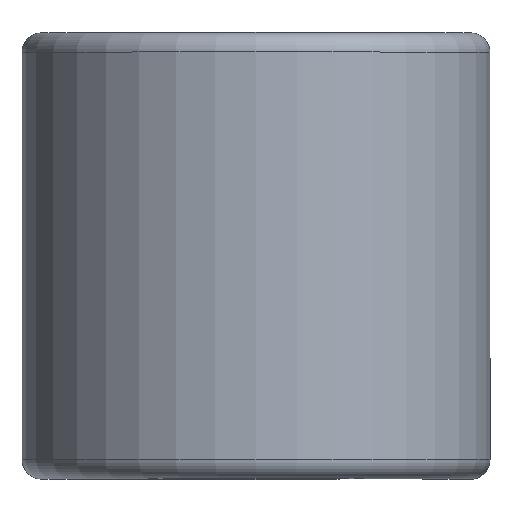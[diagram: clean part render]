
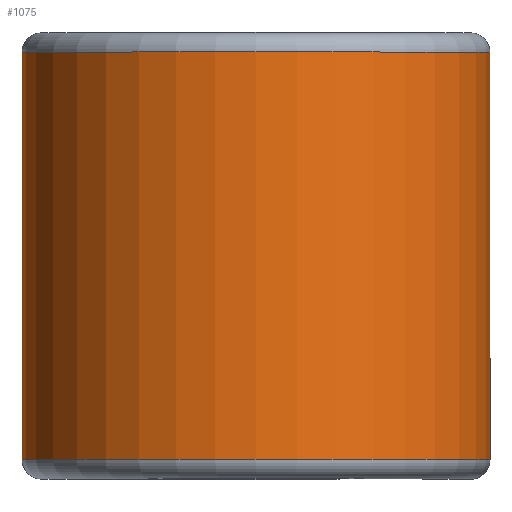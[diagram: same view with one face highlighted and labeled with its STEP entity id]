
A CAD part, top view. The second image highlights one B-rep face of the part: STEP entity #1075.
In plain terms, the highlighted cylindrical face has radius 9.157 mm (diameter 18.313 mm), a partial arc.
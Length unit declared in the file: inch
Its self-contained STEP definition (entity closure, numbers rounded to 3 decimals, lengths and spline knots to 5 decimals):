
#67 = VERTEX_POINT ( 'NONE', #1220 ) ;
#124 = CIRCLE ( 'NONE', #344, 0.3605 ) ;
#161 = FACE_OUTER_BOUND ( 'NONE', #2148, .T. ) ;
#177 = ORIENTED_EDGE ( 'NONE', *, *, #242, .F. ) ;
#229 = DIRECTION ( 'NONE',  ( 0., 1., 0. ) ) ;
#242 = EDGE_CURVE ( 'NONE', #67, #1850, #1687, .T. ) ;
#265 = CIRCLE ( 'NONE', #959, 0.3605 ) ;
#344 = AXIS2_PLACEMENT_3D ( 'NONE', #438, #1696, #605 ) ;
#358 = CARTESIAN_POINT ( 'NONE',  ( 0.3605, 0.31375, 0. ) ) ;
#438 = CARTESIAN_POINT ( 'NONE',  ( 0., -0.31375, 0. ) ) ;
#475 = CARTESIAN_POINT ( 'NONE',  ( 0., 0.3125, 0. ) ) ;
#605 = DIRECTION ( 'NONE',  ( 0., 0., -1. ) ) ;
#653 = DIRECTION ( 'NONE',  ( 0., -1., 0. ) ) ;
#755 = VERTEX_POINT ( 'NONE', #784 ) ;
#784 = CARTESIAN_POINT ( 'NONE',  ( 0.3605, -0.31375, 0. ) ) ;
#787 = LINE ( 'NONE', #358, #2178 ) ;
#959 = AXIS2_PLACEMENT_3D ( 'NONE', #1740, #653, #1921 ) ;
#1058 = CARTESIAN_POINT ( 'NONE',  ( 0.3605, 0.31375, 0. ) ) ;
#1075 = ADVANCED_FACE ( 'NONE', ( #161 ), #1320, .T. ) ;
#1081 = CARTESIAN_POINT ( 'NONE',  ( 0., 0.31375, -0.3605 ) ) ;
#1154 = ORIENTED_EDGE ( 'NONE', *, *, #1605, .T. ) ;
#1220 = CARTESIAN_POINT ( 'NONE',  ( 0., -0.31375, -0.3605 ) ) ;
#1229 = VECTOR ( 'NONE', #229, 39.37008 ) ;
#1295 = AXIS2_PLACEMENT_3D ( 'NONE', #475, #1927, #1565 ) ;
#1320 = CYLINDRICAL_SURFACE ( 'NONE', #1295, 0.3605 ) ;
#1439 = CARTESIAN_POINT ( 'NONE',  ( 0., 0.31375, -0.3605 ) ) ;
#1464 = DIRECTION ( 'NONE',  ( 0., 1., 0. ) ) ;
#1489 = EDGE_CURVE ( 'NONE', #755, #67, #124, .T. ) ;
#1565 = DIRECTION ( 'NONE',  ( 0., 0., -1. ) ) ;
#1605 = EDGE_CURVE ( 'NONE', #1689, #1850, #265, .T. ) ;
#1607 = ORIENTED_EDGE ( 'NONE', *, *, #2370, .T. ) ;
#1687 = LINE ( 'NONE', #1081, #1229 ) ;
#1689 = VERTEX_POINT ( 'NONE', #1058 ) ;
#1696 = DIRECTION ( 'NONE',  ( 0., -1., 0. ) ) ;
#1740 = CARTESIAN_POINT ( 'NONE',  ( 0., 0.31375, 0. ) ) ;
#1850 = VERTEX_POINT ( 'NONE', #1439 ) ;
#1921 = DIRECTION ( 'NONE',  ( 0., 0., -1. ) ) ;
#1927 = DIRECTION ( 'NONE',  ( 0., -1., 0. ) ) ;
#2033 = ORIENTED_EDGE ( 'NONE', *, *, #1489, .F. ) ;
#2148 = EDGE_LOOP ( 'NONE', ( #1607, #1154, #177, #2033 ) ) ;
#2178 = VECTOR ( 'NONE', #1464, 39.37008 ) ;
#2370 = EDGE_CURVE ( 'NONE', #755, #1689, #787, .T. ) ;
